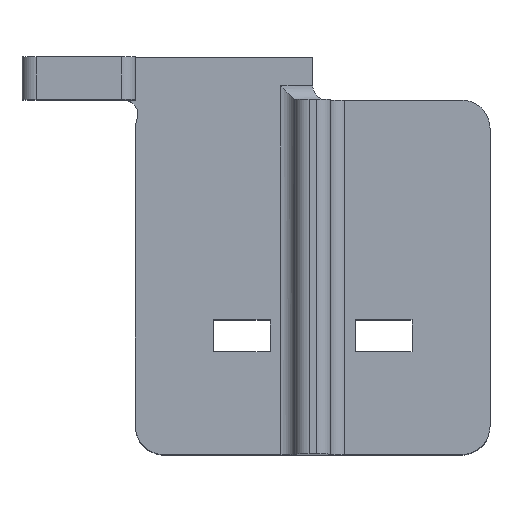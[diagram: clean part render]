
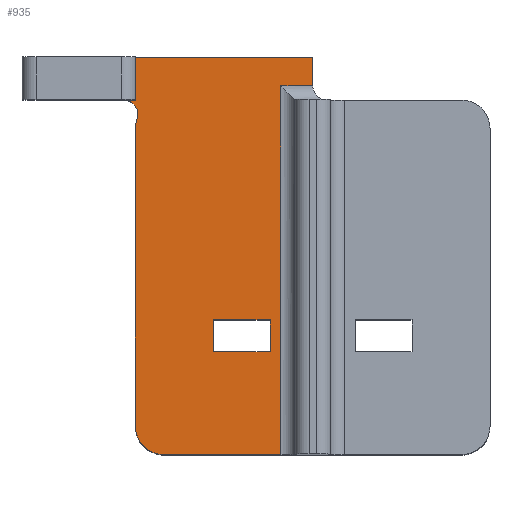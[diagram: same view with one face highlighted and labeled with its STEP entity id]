
A CAD part, top view. The second image highlights one B-rep face of the part: STEP entity #935.
In plain terms, the highlighted planar face has unit normal (0, 0, 1).
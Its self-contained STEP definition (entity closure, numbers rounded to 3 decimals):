
#22=FACE_BOUND('',#129,.T.);
#38=PLANE('',#1019);
#75=FACE_OUTER_BOUND('',#128,.T.);
#128=EDGE_LOOP('',(#701,#702,#703,#704,#705,#706,#707,#708,#709,#710,#711));
#129=EDGE_LOOP('',(#712,#713,#714,#715));
#184=LINE('',#1397,#277);
#209=LINE('',#1469,#302);
#210=LINE('',#1474,#303);
#211=LINE('',#1478,#304);
#212=LINE('',#1484,#305);
#213=LINE('',#1488,#306);
#214=LINE('',#1489,#307);
#215=LINE('',#1490,#308);
#216=LINE('',#1493,#309);
#217=LINE('',#1495,#310);
#218=LINE('',#1497,#311);
#219=LINE('',#1498,#312);
#277=VECTOR('',#1109,10.);
#302=VECTOR('',#1176,10.);
#303=VECTOR('',#1181,10.);
#304=VECTOR('',#1186,10.);
#305=VECTOR('',#1191,10.);
#306=VECTOR('',#1194,10.);
#307=VECTOR('',#1195,10.);
#308=VECTOR('',#1196,10.);
#309=VECTOR('',#1197,10.);
#310=VECTOR('',#1198,10.);
#311=VECTOR('',#1199,10.);
#312=VECTOR('',#1200,10.);
#378=CIRCLE('',#1020,1.);
#379=CIRCLE('',#1021,2.);
#380=CIRCLE('',#1022,2.);
#414=VERTEX_POINT('',#1394);
#415=VERTEX_POINT('',#1396);
#441=VERTEX_POINT('',#1467);
#442=VERTEX_POINT('',#1471);
#443=VERTEX_POINT('',#1473);
#444=VERTEX_POINT('',#1477);
#445=VERTEX_POINT('',#1479);
#446=VERTEX_POINT('',#1481);
#447=VERTEX_POINT('',#1483);
#448=VERTEX_POINT('',#1485);
#449=VERTEX_POINT('',#1487);
#450=VERTEX_POINT('',#1491);
#451=VERTEX_POINT('',#1492);
#452=VERTEX_POINT('',#1494);
#453=VERTEX_POINT('',#1496);
#504=EDGE_CURVE('',#415,#414,#184,.T.);
#540=EDGE_CURVE('',#414,#441,#209,.T.);
#542=EDGE_CURVE('',#442,#443,#210,.T.);
#544=EDGE_CURVE('',#441,#444,#211,.T.);
#545=EDGE_CURVE('',#445,#444,#378,.T.);
#546=EDGE_CURVE('',#445,#446,#379,.T.);
#547=EDGE_CURVE('',#446,#447,#212,.T.);
#548=EDGE_CURVE('',#447,#448,#380,.T.);
#549=EDGE_CURVE('',#448,#449,#213,.T.);
#550=EDGE_CURVE('',#443,#449,#214,.T.);
#551=EDGE_CURVE('',#442,#415,#215,.T.);
#552=EDGE_CURVE('',#450,#451,#216,.T.);
#553=EDGE_CURVE('',#451,#452,#217,.T.);
#554=EDGE_CURVE('',#452,#453,#218,.T.);
#555=EDGE_CURVE('',#453,#450,#219,.T.);
#701=ORIENTED_EDGE('',*,*,#544,.T.);
#702=ORIENTED_EDGE('',*,*,#545,.F.);
#703=ORIENTED_EDGE('',*,*,#546,.T.);
#704=ORIENTED_EDGE('',*,*,#547,.T.);
#705=ORIENTED_EDGE('',*,*,#548,.T.);
#706=ORIENTED_EDGE('',*,*,#549,.T.);
#707=ORIENTED_EDGE('',*,*,#550,.F.);
#708=ORIENTED_EDGE('',*,*,#542,.F.);
#709=ORIENTED_EDGE('',*,*,#551,.T.);
#710=ORIENTED_EDGE('',*,*,#504,.T.);
#711=ORIENTED_EDGE('',*,*,#540,.T.);
#712=ORIENTED_EDGE('',*,*,#552,.T.);
#713=ORIENTED_EDGE('',*,*,#553,.T.);
#714=ORIENTED_EDGE('',*,*,#554,.T.);
#715=ORIENTED_EDGE('',*,*,#555,.T.);
#935=ADVANCED_FACE('',(#75,#22),#38,.T.);
#1019=AXIS2_PLACEMENT_3D('',#1476,#1184,#1185);
#1020=AXIS2_PLACEMENT_3D('',#1480,#1187,#1188);
#1021=AXIS2_PLACEMENT_3D('',#1482,#1189,#1190);
#1022=AXIS2_PLACEMENT_3D('',#1486,#1192,#1193);
#1109=DIRECTION('',(-1.,0.,0.));
#1176=DIRECTION('',(0.,-1.,0.));
#1181=DIRECTION('',(-1.,0.,0.));
#1184=DIRECTION('center_axis',(0.,0.,1.));
#1185=DIRECTION('ref_axis',(1.,0.,0.));
#1186=DIRECTION('',(-1.,0.,0.));
#1187=DIRECTION('center_axis',(0.,0.,1.));
#1188=DIRECTION('ref_axis',(0.816,0.577,0.));
#1189=DIRECTION('center_axis',(0.,0.,1.));
#1190=DIRECTION('ref_axis',(0.,1.,0.));
#1191=DIRECTION('',(0.,-1.,0.));
#1192=DIRECTION('center_axis',(0.,0.,1.));
#1193=DIRECTION('ref_axis',(-1.,0.,0.));
#1194=DIRECTION('',(1.,0.,0.));
#1195=DIRECTION('',(0.,-1.,0.));
#1196=DIRECTION('',(0.,1.,0.));
#1197=DIRECTION('',(0.,-1.,0.));
#1198=DIRECTION('',(-1.,0.,0.));
#1199=DIRECTION('',(0.,1.,0.));
#1200=DIRECTION('',(1.,0.,0.));
#1394=CARTESIAN_POINT('',(-12.5,15.5,25.));
#1396=CARTESIAN_POINT('',(0.,15.5,25.));
#1397=CARTESIAN_POINT('',(-10.5,15.5,25.));
#1467=CARTESIAN_POINT('',(-12.5,12.5,25.));
#1469=CARTESIAN_POINT('',(-12.5,6.25,25.));
#1471=CARTESIAN_POINT('',(0.,13.5,25.));
#1473=CARTESIAN_POINT('',(-2.25,13.5,25.));
#1474=CARTESIAN_POINT('',(5.25,13.5,25.));
#1476=CARTESIAN_POINT('Origin',(0.,0.,25.));
#1477=CARTESIAN_POINT('',(-13.328,12.5,25.));
#1478=CARTESIAN_POINT('',(-10.25,12.5,25.));
#1479=CARTESIAN_POINT('',(-12.386,11.167,25.));
#1480=CARTESIAN_POINT('Origin',(-13.328,11.5,25.));
#1481=CARTESIAN_POINT('',(-12.5,10.5,25.));
#1482=CARTESIAN_POINT('Origin',(-10.5,10.5,25.));
#1483=CARTESIAN_POINT('',(-12.5,-10.5,25.));
#1484=CARTESIAN_POINT('',(-12.5,-10.5,25.));
#1485=CARTESIAN_POINT('',(-10.5,-12.5,25.));
#1486=CARTESIAN_POINT('Origin',(-10.5,-10.5,25.));
#1487=CARTESIAN_POINT('',(-2.25,-12.5,25.));
#1488=CARTESIAN_POINT('',(10.5,-12.5,25.));
#1489=CARTESIAN_POINT('',(-2.25,6.25,25.));
#1490=CARTESIAN_POINT('',(0.,12.5,25.));
#1491=CARTESIAN_POINT('',(-3.,-3.,25.));
#1492=CARTESIAN_POINT('',(-3.,-5.25,25.));
#1493=CARTESIAN_POINT('',(-3.,-2.625,25.));
#1494=CARTESIAN_POINT('',(-7.,-5.25,25.));
#1495=CARTESIAN_POINT('',(-3.5,-5.25,25.));
#1496=CARTESIAN_POINT('',(-7.,-3.,25.));
#1497=CARTESIAN_POINT('',(-7.,-1.5,25.));
#1498=CARTESIAN_POINT('',(-1.5,-3.,25.));
